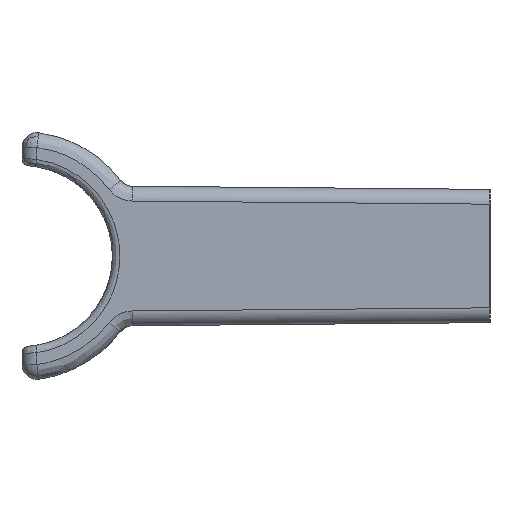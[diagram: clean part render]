
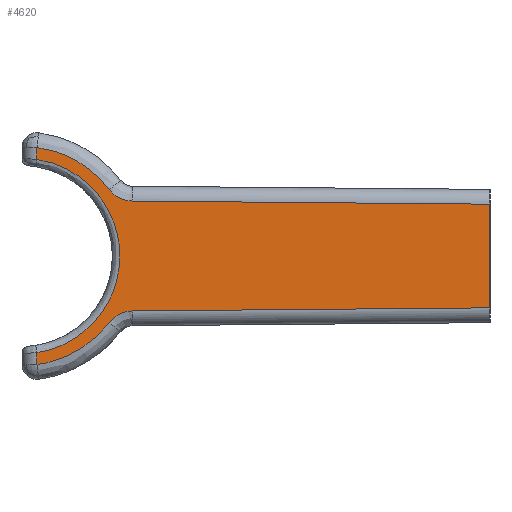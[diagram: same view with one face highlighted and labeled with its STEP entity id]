
A CAD part, left-side view. The second image highlights one B-rep face of the part: STEP entity #4620.
In plain terms, the highlighted planar face has unit normal (-1, -0.009, 0).
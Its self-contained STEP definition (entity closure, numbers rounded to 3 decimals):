
#1040=CARTESIAN_POINT('',(0.274,-23.,-3.5));
#1050=VERTEX_POINT('',#1040);
#1100=CARTESIAN_POINT('',(0.274,-23.,0.));
#1110=DIRECTION('',(0.,0.,1.));
#1120=VECTOR('',#1110,1.);
#1130=LINE('',#1100,#1120);
#1140=CARTESIAN_POINT('',(0.274,-23.,3.5));
#1150=VERTEX_POINT('',#1140);
#1160=EDGE_CURVE('',#1050,#1150,#1130,.T.);
#3430=CARTESIAN_POINT('',(0.,8.4,0.));
#3440=DIRECTION('',(1.,0.009,0.));
#3450=DIRECTION('',(0.009,-1.,0.));
#3460=AXIS2_PLACEMENT_3D('',#3430,#3440,#3450);
#3470=PLANE('',#3460);
#3480=CARTESIAN_POINT('',(0.007,7.591,0.));
#3490=DIRECTION('',(0.,0.,1.));
#3500=VECTOR('',#3490,1.);
#3510=LINE('',#3480,#3500);
#3520=CARTESIAN_POINT('',(0.007,7.591,
6.523));
#3530=VERTEX_POINT('',#3520);
#3540=CARTESIAN_POINT('',(0.007,7.591,
7.332));
#3550=VERTEX_POINT('',#3540);
#3560=EDGE_CURVE('',#3530,#3550,#3510,.T.);
#3570=ORIENTED_EDGE('',*,*,#3560,.F.);
#3580=CARTESIAN_POINT('',(0.007,7.591,
7.332));
#3590=CARTESIAN_POINT('',(0.014,6.805,
7.225));
#3600=CARTESIAN_POINT('',(0.021,6.037,
6.991));
#3610=CARTESIAN_POINT('',(0.035,4.336,
6.153));
#3620=CARTESIAN_POINT('',(0.043,3.474,
5.456));
#3630=CARTESIAN_POINT('',(0.049,2.767,
4.565));
#3640=CARTESIAN_POINT('',(0.049,2.74,
4.531));
#3650=CARTESIAN_POINT('',(0.05,2.713,
4.496));
#3660=B_SPLINE_CURVE_WITH_KNOTS('',3,(#3580,#3590,#3600,#3610,#3620,
#3630,#3640,#3650),.UNSPECIFIED.,.F.,.F.,(4,2,2,4),(5.273,
7.821,11.315,11.456),.UNSPECIFIED.);
#3670=CARTESIAN_POINT('',(0.05,2.713,
4.496));
#3680=VERTEX_POINT('',#3670);
#3690=EDGE_CURVE('',#3550,#3680,#3660,.T.);
#3700=ORIENTED_EDGE('',*,*,#3690,.F.);
#3710=CARTESIAN_POINT('',(0.063,1.142,
3.711));
#3720=CARTESIAN_POINT('',(0.063,1.205,
3.711));
#3730=CARTESIAN_POINT('',(0.062,1.268,
3.715));
#3740=CARTESIAN_POINT('',(0.06,1.572,
3.746));
#3750=CARTESIAN_POINT('',(0.058,1.807,
3.815));
#3760=CARTESIAN_POINT('',(0.056,2.026,
3.925));
#3770=CARTESIAN_POINT('',(0.054,2.231,
4.028));
#3780=CARTESIAN_POINT('',(0.052,2.416,
4.166));
#3790=CARTESIAN_POINT('',(0.05,2.624,
4.385));
#3800=CARTESIAN_POINT('',(0.05,2.67,
4.439));
#3810=CARTESIAN_POINT('',(0.05,2.713,
4.496));
#3820=B_SPLINE_CURVE_WITH_KNOTS('',3,(#3710,#3720,#3730,#3740,#3750,
#3760,#3770,#3780,#3790,#3800,#3810),.UNSPECIFIED.,.F.,.F.,(4,2,3,2,4),(
0.,0.142,0.69,1.205,1.366)
,.UNSPECIFIED.);
#3830=CARTESIAN_POINT('',(0.063,1.142,
3.711));
#3840=VERTEX_POINT('',#3830);
#3850=EDGE_CURVE('',#3840,#3680,#3820,.T.);
#3860=ORIENTED_EDGE('',*,*,#3850,.T.);
#3870=CARTESIAN_POINT('',(0.073,-0.009,
3.701));
#3880=DIRECTION('',(-0.009,1.,
0.009));
#3890=VECTOR('',#3880,1.);
#3900=LINE('',#3870,#3890);
#3910=EDGE_CURVE('',#1150,#3840,#3900,.T.);
#3920=ORIENTED_EDGE('',*,*,#3910,.T.);
#3930=ORIENTED_EDGE('',*,*,#1160,.T.);
#3940=CARTESIAN_POINT('',(0.073,-0.009,
-3.701));
#3950=DIRECTION('',(-0.009,1.,
-0.009));
#3960=VECTOR('',#3950,1.);
#3970=LINE('',#3940,#3960);
#3980=CARTESIAN_POINT('',(0.063,1.142,
-3.711));
#3990=VERTEX_POINT('',#3980);
#4000=EDGE_CURVE('',#1050,#3990,#3970,.T.);
#4010=ORIENTED_EDGE('',*,*,#4000,.F.);
#4020=CARTESIAN_POINT('',(0.05,2.713,
-4.496));
#4030=CARTESIAN_POINT('',(0.05,2.67,
-4.439));
#4040=CARTESIAN_POINT('',(0.05,2.624,
-4.385));
#4050=CARTESIAN_POINT('',(0.052,2.416,
-4.166));
#4060=CARTESIAN_POINT('',(0.054,2.231,
-4.028));
#4070=CARTESIAN_POINT('',(0.056,2.026,
-3.925));
#4080=CARTESIAN_POINT('',(0.058,1.807,
-3.815));
#4090=CARTESIAN_POINT('',(0.06,1.572,
-3.746));
#4100=CARTESIAN_POINT('',(0.062,1.268,
-3.715));
#4110=CARTESIAN_POINT('',(0.063,1.205,
-3.711));
#4120=CARTESIAN_POINT('',(0.063,1.142,
-3.711));
#4130=B_SPLINE_CURVE_WITH_KNOTS('',3,(#4020,#4030,#4040,#4050,#4060,
#4070,#4080,#4090,#4100,#4110,#4120),.UNSPECIFIED.,.F.,.F.,(4,2,3,2,4),(
0.,0.16,0.676,1.224,1.366)
,.UNSPECIFIED.);
#4140=CARTESIAN_POINT('',(0.05,2.713,
-4.496));
#4150=VERTEX_POINT('',#4140);
#4160=EDGE_CURVE('',#4150,#3990,#4130,.T.);
#4170=ORIENTED_EDGE('',*,*,#4160,.T.);
#4180=CARTESIAN_POINT('',(0.05,2.713,
-4.496));
#4190=CARTESIAN_POINT('',(0.049,2.74,
-4.531));
#4200=CARTESIAN_POINT('',(0.049,2.767,
-4.565));
#4210=CARTESIAN_POINT('',(0.043,3.474,
-5.456));
#4220=CARTESIAN_POINT('',(0.035,4.336,
-6.153));
#4230=CARTESIAN_POINT('',(0.021,6.037,
-6.991));
#4240=CARTESIAN_POINT('',(0.014,6.805,
-7.225));
#4250=CARTESIAN_POINT('',(0.007,7.591,
-7.332));
#4260=B_SPLINE_CURVE_WITH_KNOTS('',3,(#4180,#4190,#4200,#4210,#4220,
#4230,#4240,#4250),.UNSPECIFIED.,.F.,.F.,(4,2,2,4),(0.,0.141
,3.635,6.183),.UNSPECIFIED.);
#4270=CARTESIAN_POINT('',(0.007,7.591,
-7.332));
#4280=VERTEX_POINT('',#4270);
#4290=EDGE_CURVE('',#4150,#4280,#4260,.T.);
#4300=ORIENTED_EDGE('',*,*,#4290,.F.);
#4310=CARTESIAN_POINT('',(0.007,7.591,0.));
#4320=DIRECTION('',(0.,0.,-1.));
#4330=VECTOR('',#4320,1.);
#4340=LINE('',#4310,#4330);
#4350=CARTESIAN_POINT('',(0.007,7.591,
-6.523));
#4360=VERTEX_POINT('',#4350);
#4370=EDGE_CURVE('',#4360,#4280,#4340,.T.);
#4380=ORIENTED_EDGE('',*,*,#4370,.T.);
#4390=CARTESIAN_POINT('',(0.007,7.591,
6.523));
#4400=CARTESIAN_POINT('',(0.007,7.567,
6.519));
#4410=CARTESIAN_POINT('',(0.007,7.543,
6.516));
#4420=CARTESIAN_POINT('',(0.016,6.612,
6.362));
#4430=CARTESIAN_POINT('',(0.023,5.745,
6.024));
#4440=CARTESIAN_POINT('',(0.038,4.059,
4.917));
#4450=CARTESIAN_POINT('',(0.044,3.308,
4.098));
#4460=CARTESIAN_POINT('',(0.054,2.268,
2.172));
#4470=CARTESIAN_POINT('',(0.056,1.996,
1.094));
#4480=CARTESIAN_POINT('',(0.056,1.996,
-1.094));
#4490=CARTESIAN_POINT('',(0.054,2.268,
-2.172));
#4500=CARTESIAN_POINT('',(0.044,3.308,
-4.098));
#4510=CARTESIAN_POINT('',(0.038,4.059,
-4.917));
#4520=CARTESIAN_POINT('',(0.023,5.745,
-6.024));
#4530=CARTESIAN_POINT('',(0.016,6.612,
-6.362));
#4540=CARTESIAN_POINT('',(0.007,7.543,
-6.516));
#4550=CARTESIAN_POINT('',(0.007,7.567,
-6.519));
#4560=CARTESIAN_POINT('',(0.007,7.591,
-6.523));
#4570=B_SPLINE_CURVE_WITH_KNOTS('',3,(#4390,#4400,#4410,#4420,#4430,
#4440,#4450,#4460,#4470,#4480,#4490,#4500,#4510,#4520,#4530,#4540,#4550,
#4560),.UNSPECIFIED.,.F.,.F.,(4,2,2,2,2,2,2,2,4),(0.,0.071,
2.72,5.863,9.006,12.149,
15.292,17.941,18.012),.UNSPECIFIED.);
#4580=EDGE_CURVE('',#3530,#4360,#4570,.T.);
#4590=ORIENTED_EDGE('',*,*,#4580,.T.);
#4600=EDGE_LOOP('',(#4590,#4380,#4300,#4170,#4010,#3930,#3920,#3860,
#3700,#3570));
#4610=FACE_OUTER_BOUND('',#4600,.T.);
#4620=ADVANCED_FACE('',(#4610),#3470,.F.);
